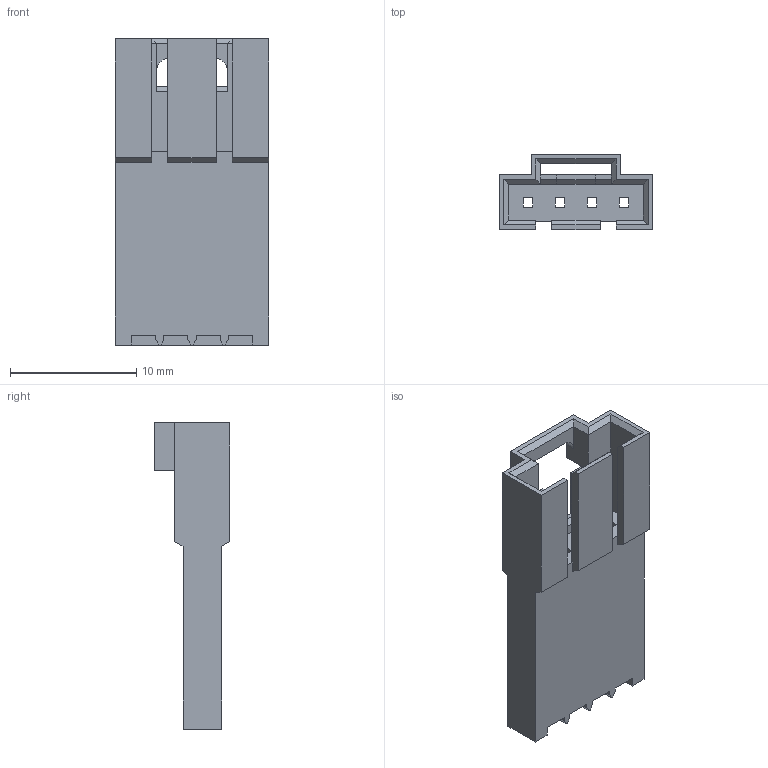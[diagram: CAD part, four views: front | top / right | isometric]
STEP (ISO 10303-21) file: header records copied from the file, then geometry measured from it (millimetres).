
FILE_DESCRIPTION((''),'2;1');
FILE_NAME('701070003','2015-12-18T',('me'),(''),'PRO/ENGINEER BY PARAMETRIC TECHNOLOGY CORPORATION, 2011490','PRO/ENGINEER BY PARAMETRIC TECHNOLOGY CORPORATION, 2011490','');
FILE_SCHEMA(('CONFIG_CONTROL_DESIGN'));
Length unit declared in the file: inch
Products named in the file (1): 701070003
Bounding box: 12.19 x 5.99 x 24.26 mm (x, y, z)
Volume: 546.3 mm3; surface area: 1517 mm2
Topology: 1 solids, 1 shells, 157 faces, 437 edges, 288 vertices
Faces by surface type: plane 155, cylinder 2
Entity records: 4983 total; most frequent: CARTESIAN_POINT 884, ORIENTED_EDGE 874, DIRECTION 759, EDGE_CURVE 437, VECTOR 433, LINE 433, VERTEX_POINT 288, EDGE_LOOP 173
